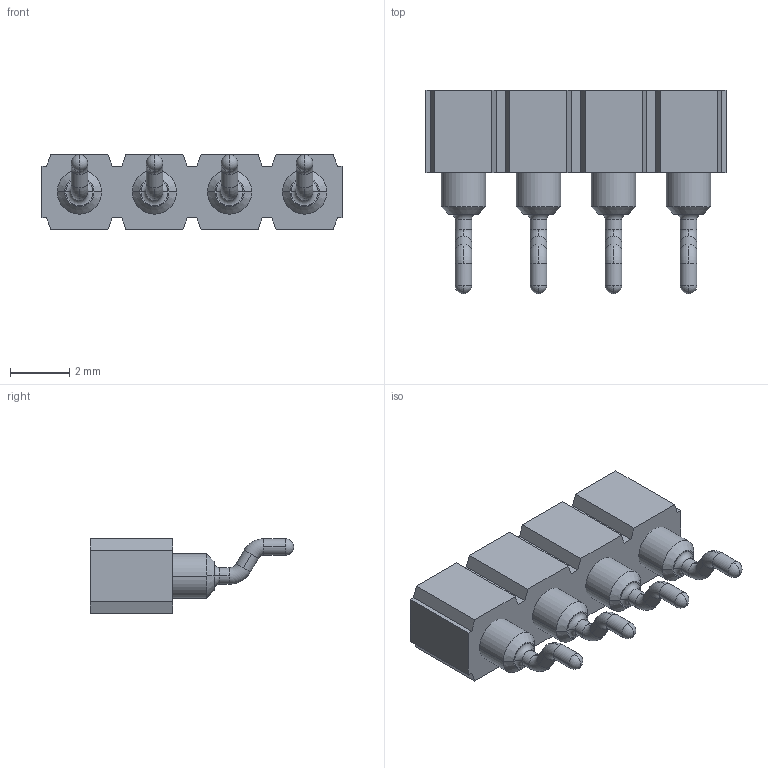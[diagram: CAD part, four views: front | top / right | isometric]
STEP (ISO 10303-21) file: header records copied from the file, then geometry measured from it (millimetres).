
FILE_DESCRIPTION (( 'STEP AP214' ), '1' );
FILE_NAME ('mill-max-P801-93-004-40-002000.STEP', '2024-03-12T07:52:37', ( '' ), ( '' ), 'SwSTEP 2.0', 'SolidWorks 2022', '' );
FILE_SCHEMA (( 'AUTOMOTIVE_DESIGN' ));
Length unit declared in the file: inch
Products named in the file (3): 1303SHELL_1303-0-00-01-00-00-03-0; mill-max-P801-93-004-40-002000; P8XX-11-010-00-000000_P804-11-010-00-000000
Assembly tree (5 placements, depth 2):
  mill-max-P801-93-004-40-002000
    P8XX-11-010-00-000000_P804-11-010-00-000000
    1303SHELL_1303-0-00-01-00-00-03-0  x4
Bounding box: 10.16 x 6.88 x 2.54 mm (x, y, z)
Volume: 58.9 mm3; surface area: 352.1 mm2
Topology: 5 solids, 5 shells, 206 faces, 500 edges, 312 vertices
Faces by surface type: cylinder 80, plane 62, cone 32, torus 24, sphere 8
Entity records: 3282 total; most frequent: DIRECTION 534, CARTESIAN_POINT 497, ORIENTED_EDGE 476, EDGE_CURVE 238, AXIS2_PLACEMENT_3D 193, VERTEX_POINT 156, LINE 148, VECTOR 148
